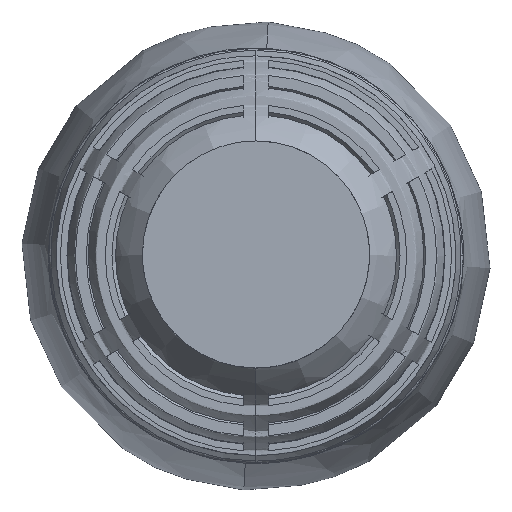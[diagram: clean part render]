
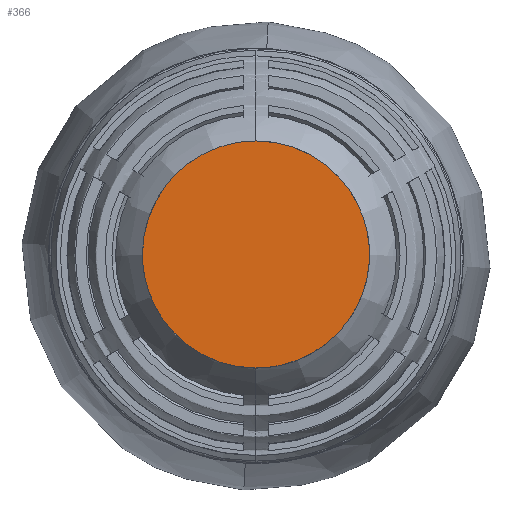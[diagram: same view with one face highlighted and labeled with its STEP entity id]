
A CAD part, top view. The second image highlights one B-rep face of the part: STEP entity #366.
In plain terms, the highlighted planar face has unit normal (0, 0, 1).
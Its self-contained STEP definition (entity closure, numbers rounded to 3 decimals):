
#366=ADVANCED_FACE($,(#558),#2669,.T.);
#558=FACE_OUTER_BOUND($,#750,.T.);
#750=EDGE_LOOP($,(#1125,#1126,#1127));
#1125=ORIENTED_EDGE($,*,*,#2004,.F.);
#1126=ORIENTED_EDGE($,*,*,#1991,.F.);
#1127=ORIENTED_EDGE($,*,*,#1990,.F.);
#1990=EDGE_CURVE($,#2417,#2425,#2822,.T.);
#1991=EDGE_CURVE($,#2425,#2430,#2823,.T.);
#2004=EDGE_CURVE($,#2430,#2417,#2836,.T.);
#2417=VERTEX_POINT($,#6056);
#2425=VERTEX_POINT($,#6064);
#2430=VERTEX_POINT($,#6069);
#2669=PLANE($,#3196);
#2822=(
BOUNDED_CURVE()
B_SPLINE_CURVE(2,(#5808,#5809,#5810),.UNSPECIFIED.,.F.,.F.)
B_SPLINE_CURVE_WITH_KNOTS((3,3),(0.,1.571),.UNSPECIFIED.)
CURVE()
GEOMETRIC_REPRESENTATION_ITEM()
RATIONAL_B_SPLINE_CURVE((1.,0.707,1.))
REPRESENTATION_ITEM($)
);
#2823=(
BOUNDED_CURVE()
B_SPLINE_CURVE(2,(#5811,#5812,#5813,#5814,#5815),.UNSPECIFIED.,.F.,.F.)
B_SPLINE_CURVE_WITH_KNOTS((3,2,3),(1.571,3.142,4.712),
.UNSPECIFIED.)
CURVE()
GEOMETRIC_REPRESENTATION_ITEM()
RATIONAL_B_SPLINE_CURVE((1.,0.707,1.,0.707,1.))
REPRESENTATION_ITEM($)
);
#2836=(
BOUNDED_CURVE()
B_SPLINE_CURVE(2,(#5858,#5859,#5860),.UNSPECIFIED.,.F.,.F.)
B_SPLINE_CURVE_WITH_KNOTS((3,3),(4.712,6.283),.UNSPECIFIED.)
CURVE()
GEOMETRIC_REPRESENTATION_ITEM()
RATIONAL_B_SPLINE_CURVE((1.,0.707,1.))
REPRESENTATION_ITEM($)
);
#3196=AXIS2_PLACEMENT_3D($,#5907,#3253,$);
#3253=DIRECTION($,(0.,0.,1.));
#5808=CARTESIAN_POINT($,(-95.,-1261.514,277.086));
#5809=CARTESIAN_POINT($,(-95.,-1166.514,277.086));
#5810=CARTESIAN_POINT($,(0.,-1166.514,277.086));
#5811=CARTESIAN_POINT($,(0.,-1166.514,277.086));
#5812=CARTESIAN_POINT($,(95.,-1166.514,277.086));
#5813=CARTESIAN_POINT($,(95.,-1261.514,277.086));
#5814=CARTESIAN_POINT($,(95.,-1356.514,277.086));
#5815=CARTESIAN_POINT($,(0.,-1356.514,277.086));
#5858=CARTESIAN_POINT($,(0.,-1356.514,277.086));
#5859=CARTESIAN_POINT($,(-95.,-1356.514,277.086));
#5860=CARTESIAN_POINT($,(-95.,-1261.514,277.086));
#5907=CARTESIAN_POINT($,(-95.,-1166.514,277.086));
#6056=CARTESIAN_POINT($,(-95.,-1261.514,277.086));
#6064=CARTESIAN_POINT($,(0.,-1166.514,277.086));
#6069=CARTESIAN_POINT($,(0.,-1356.514,277.086));
